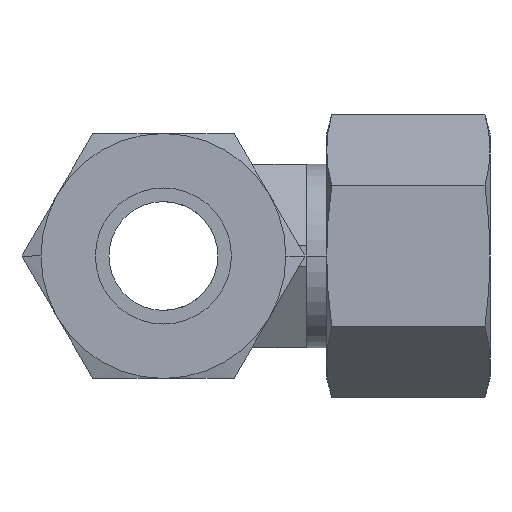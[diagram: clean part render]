
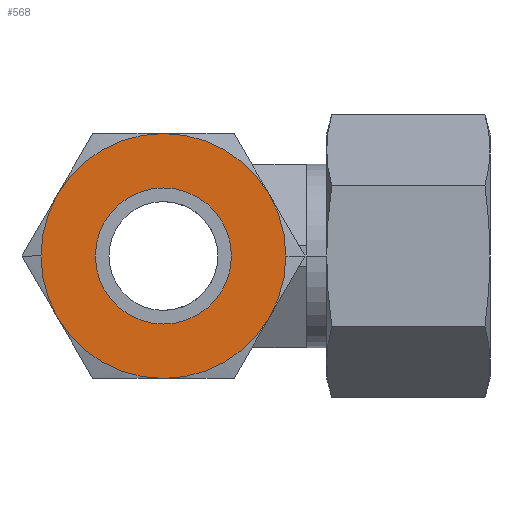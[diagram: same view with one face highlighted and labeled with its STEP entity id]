
A CAD part, left-side view. The second image highlights one B-rep face of the part: STEP entity #568.
In plain terms, the highlighted planar face has unit normal (-1, 0, 0).
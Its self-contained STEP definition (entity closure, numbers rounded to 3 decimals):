
#568 = ADVANCED_FACE( '', ( #1041, #1042 ), #1043, .T. );
#1041 = FACE_OUTER_BOUND( '', #1565, .T. );
#1042 = FACE_BOUND( '', #1566, .T. );
#1043 = PLANE( '', #1567 );
#1565 = EDGE_LOOP( '', ( #3200, #3201, #3202, #3203, #3204, #3205, #3206, #3207 ) );
#1566 = EDGE_LOOP( '', ( #3208, #3209 ) );
#1567 = AXIS2_PLACEMENT_3D( '', #3210, #3211, #3212 );
#3200 = ORIENTED_EDGE( '', *, *, #4005, .F. );
#3201 = ORIENTED_EDGE( '', *, *, #4006, .F. );
#3202 = ORIENTED_EDGE( '', *, *, #4001, .F. );
#3203 = ORIENTED_EDGE( '', *, *, #4002, .F. );
#3204 = ORIENTED_EDGE( '', *, *, #3962, .F. );
#3205 = ORIENTED_EDGE( '', *, *, #4003, .F. );
#3206 = ORIENTED_EDGE( '', *, *, #4004, .F. );
#3207 = ORIENTED_EDGE( '', *, *, #3958, .F. );
#3208 = ORIENTED_EDGE( '', *, *, #4012, .T. );
#3209 = ORIENTED_EDGE( '', *, *, #3942, .T. );
#3210 = CARTESIAN_POINT( '', ( -48., -14., 0. ) );
#3211 = DIRECTION( '', ( -1., 0., 0. ) );
#3212 = DIRECTION( '', ( 0., 1., 0. ) );
#3942 = EDGE_CURVE( '', #4747, #4744, #4748, .T. );
#3958 = EDGE_CURVE( '', #4772, #4775, #4776, .T. );
#3962 = EDGE_CURVE( '', #4781, #4779, #4783, .T. );
#4001 = EDGE_CURVE( '', #4799, #4818, #4844, .T. );
#4002 = EDGE_CURVE( '', #4779, #4799, #4845, .T. );
#4003 = EDGE_CURVE( '', #4831, #4781, #4846, .T. );
#4004 = EDGE_CURVE( '', #4775, #4831, #4847, .T. );
#4005 = EDGE_CURVE( '', #4811, #4772, #4848, .T. );
#4006 = EDGE_CURVE( '', #4818, #4811, #4849, .T. );
#4012 = EDGE_CURVE( '', #4744, #4747, #4855, .T. );
#4744 = VERTEX_POINT( '', #6086 );
#4747 = VERTEX_POINT( '', #6090 );
#4748 = CIRCLE( '', #6091, 10. );
#4772 = VERTEX_POINT( '', #6124 );
#4775 = VERTEX_POINT( '', #6128 );
#4776 = CIRCLE( '', #6129, 18. );
#4779 = VERTEX_POINT( '', #6141 );
#4781 = VERTEX_POINT( '', #6144 );
#4783 = CIRCLE( '', #6155, 18. );
#4799 = VERTEX_POINT( '', #6201 );
#4811 = VERTEX_POINT( '', #6251 );
#4818 = VERTEX_POINT( '', #6295 );
#4831 = VERTEX_POINT( '', #6372 );
#4844 = CIRCLE( '', #6422, 18. );
#4845 = CIRCLE( '', #6423, 18. );
#4846 = CIRCLE( '', #6424, 18. );
#4847 = CIRCLE( '', #6425, 18. );
#4848 = CIRCLE( '', #6426, 18. );
#4849 = CIRCLE( '', #6427, 18. );
#4855 = CIRCLE( '', #6433, 10. );
#6086 = CARTESIAN_POINT( '', ( -48., -10., 0. ) );
#6090 = CARTESIAN_POINT( '', ( -48., 10., 0. ) );
#6091 = AXIS2_PLACEMENT_3D( '', #7486, #7487, #7488 );
#6124 = CARTESIAN_POINT( '', ( -48., -18., 0. ) );
#6128 = CARTESIAN_POINT( '', ( -48., -15.588, -9. ) );
#6129 = AXIS2_PLACEMENT_3D( '', #7514, #7515, #7516 );
#6141 = CARTESIAN_POINT( '', ( -48., 18., 0. ) );
#6144 = CARTESIAN_POINT( '', ( -48., 15.588, -9. ) );
#6155 = AXIS2_PLACEMENT_3D( '', #7518, #7519, #7520 );
#6201 = CARTESIAN_POINT( '', ( -48., 15.588, 9. ) );
#6251 = CARTESIAN_POINT( '', ( -48., -15.588, 9. ) );
#6295 = CARTESIAN_POINT( '', ( -48., 0., 18. ) );
#6372 = CARTESIAN_POINT( '', ( -48., 0., -18. ) );
#6422 = AXIS2_PLACEMENT_3D( '', #7553, #7554, #7555 );
#6423 = AXIS2_PLACEMENT_3D( '', #7556, #7557, #7558 );
#6424 = AXIS2_PLACEMENT_3D( '', #7559, #7560, #7561 );
#6425 = AXIS2_PLACEMENT_3D( '', #7562, #7563, #7564 );
#6426 = AXIS2_PLACEMENT_3D( '', #7565, #7566, #7567 );
#6427 = AXIS2_PLACEMENT_3D( '', #7568, #7569, #7570 );
#6433 = AXIS2_PLACEMENT_3D( '', #7586, #7587, #7588 );
#7486 = CARTESIAN_POINT( '', ( -48., 0., 0. ) );
#7487 = DIRECTION( '', ( 1., 0., 0. ) );
#7488 = DIRECTION( '', ( 0., -1., 0. ) );
#7514 = CARTESIAN_POINT( '', ( -48., 0., 0. ) );
#7515 = DIRECTION( '', ( 1., 0., 0. ) );
#7516 = DIRECTION( '', ( 0., -1., 0. ) );
#7518 = CARTESIAN_POINT( '', ( -48., 0., 0. ) );
#7519 = DIRECTION( '', ( 1., 0., 0. ) );
#7520 = DIRECTION( '', ( 0., -1., 0. ) );
#7553 = CARTESIAN_POINT( '', ( -48., 0., 0. ) );
#7554 = DIRECTION( '', ( 1., 0., 0. ) );
#7555 = DIRECTION( '', ( 0., -1., 0. ) );
#7556 = CARTESIAN_POINT( '', ( -48., 0., 0. ) );
#7557 = DIRECTION( '', ( 1., 0., 0. ) );
#7558 = DIRECTION( '', ( 0., -1., 0. ) );
#7559 = CARTESIAN_POINT( '', ( -48., 0., 0. ) );
#7560 = DIRECTION( '', ( 1., 0., 0. ) );
#7561 = DIRECTION( '', ( 0., -1., 0. ) );
#7562 = CARTESIAN_POINT( '', ( -48., 0., 0. ) );
#7563 = DIRECTION( '', ( 1., 0., 0. ) );
#7564 = DIRECTION( '', ( 0., -1., 0. ) );
#7565 = CARTESIAN_POINT( '', ( -48., 0., 0. ) );
#7566 = DIRECTION( '', ( 1., 0., 0. ) );
#7567 = DIRECTION( '', ( 0., -1., 0. ) );
#7568 = CARTESIAN_POINT( '', ( -48., 0., 0. ) );
#7569 = DIRECTION( '', ( 1., 0., 0. ) );
#7570 = DIRECTION( '', ( 0., -1., 0. ) );
#7586 = CARTESIAN_POINT( '', ( -48., 0., 0. ) );
#7587 = DIRECTION( '', ( 1., 0., 0. ) );
#7588 = DIRECTION( '', ( 0., -1., 0. ) );
